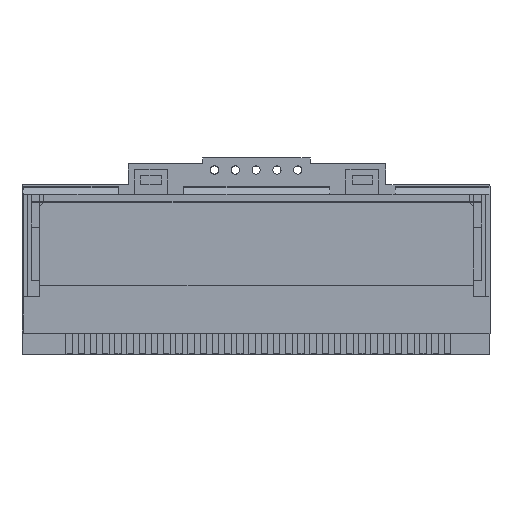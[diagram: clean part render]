
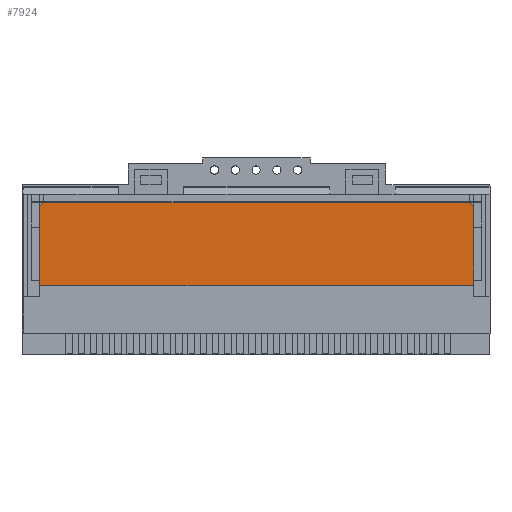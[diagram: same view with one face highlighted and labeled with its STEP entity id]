
A CAD part, top view. The second image highlights one B-rep face of the part: STEP entity #7924.
In plain terms, the highlighted planar face has unit normal (0, 0, 1).
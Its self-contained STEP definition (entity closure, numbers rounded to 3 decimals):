
#2627 = VERTEX_POINT('',#2628);
#2628 = CARTESIAN_POINT('',(-26.,-3.1,7.));
#2634 = EDGE_CURVE('',#2635,#2627,#2637,.T.);
#2635 = VERTEX_POINT('',#2636);
#2636 = CARTESIAN_POINT('',(27.,-3.1,7.));
#2637 = LINE('',#2638,#2639);
#2638 = CARTESIAN_POINT('',(-28.25,-3.1,7.));
#2639 = VECTOR('',#2640,1.);
#2640 = DIRECTION('',(-1.,0.,0.));
#2673 = VERTEX_POINT('',#2674);
#2674 = CARTESIAN_POINT('',(27.,6.5,7.));
#2680 = EDGE_CURVE('',#2635,#2673,#2681,.T.);
#2681 = LINE('',#2682,#2683);
#2682 = CARTESIAN_POINT('',(27.,-6.75,7.));
#2683 = VECTOR('',#2684,1.);
#2684 = DIRECTION('',(0.,1.,0.));
#2739 = VERTEX_POINT('',#2740);
#2740 = CARTESIAN_POINT('',(-26.,6.5,7.));
#2746 = EDGE_CURVE('',#2627,#2739,#2747,.T.);
#2747 = LINE('',#2748,#2749);
#2748 = CARTESIAN_POINT('',(-26.,-6.75,7.));
#2749 = VECTOR('',#2750,1.);
#2750 = DIRECTION('',(0.,1.,0.));
#7924 = ADVANCED_FACE('',(#7925),#7952,.T.);
#7925 = FACE_BOUND('',#7926,.T.);
#7926 = EDGE_LOOP('',(#7927,#7928,#7929,#7930,#7938,#7946));
#7927 = ORIENTED_EDGE('',*,*,#2746,.F.);
#7928 = ORIENTED_EDGE('',*,*,#2634,.F.);
#7929 = ORIENTED_EDGE('',*,*,#2680,.T.);
#7930 = ORIENTED_EDGE('',*,*,#7931,.T.);
#7931 = EDGE_CURVE('',#2673,#7932,#7934,.T.);
#7932 = VERTEX_POINT('',#7933);
#7933 = CARTESIAN_POINT('',(26.5,7.,7.));
#7934 = LINE('',#7935,#7936);
#7935 = CARTESIAN_POINT('',(16.875,16.625,7.));
#7936 = VECTOR('',#7937,1.);
#7937 = DIRECTION('',(-0.707,0.707,0.));
#7938 = ORIENTED_EDGE('',*,*,#7939,.T.);
#7939 = EDGE_CURVE('',#7932,#7940,#7942,.T.);
#7940 = VERTEX_POINT('',#7941);
#7941 = CARTESIAN_POINT('',(-25.5,7.,7.));
#7942 = LINE('',#7943,#7944);
#7943 = CARTESIAN_POINT('',(-27.5,7.,7.));
#7944 = VECTOR('',#7945,1.);
#7945 = DIRECTION('',(-1.,0.,0.));
#7946 = ORIENTED_EDGE('',*,*,#7947,.T.);
#7947 = EDGE_CURVE('',#7940,#2739,#7948,.T.);
#7948 = LINE('',#7949,#7950);
#7949 = CARTESIAN_POINT('',(-30.375,2.125,7.));
#7950 = VECTOR('',#7951,1.);
#7951 = DIRECTION('',(-0.707,-0.707,0.));
#7952 = PLANE('',#7953);
#7953 = AXIS2_PLACEMENT_3D('',#7954,#7955,#7956);
#7954 = CARTESIAN_POINT('',(-28.,-9.,7.));
#7955 = DIRECTION('',(0.,0.,1.));
#7956 = DIRECTION('',(1.,0.,-0.));
